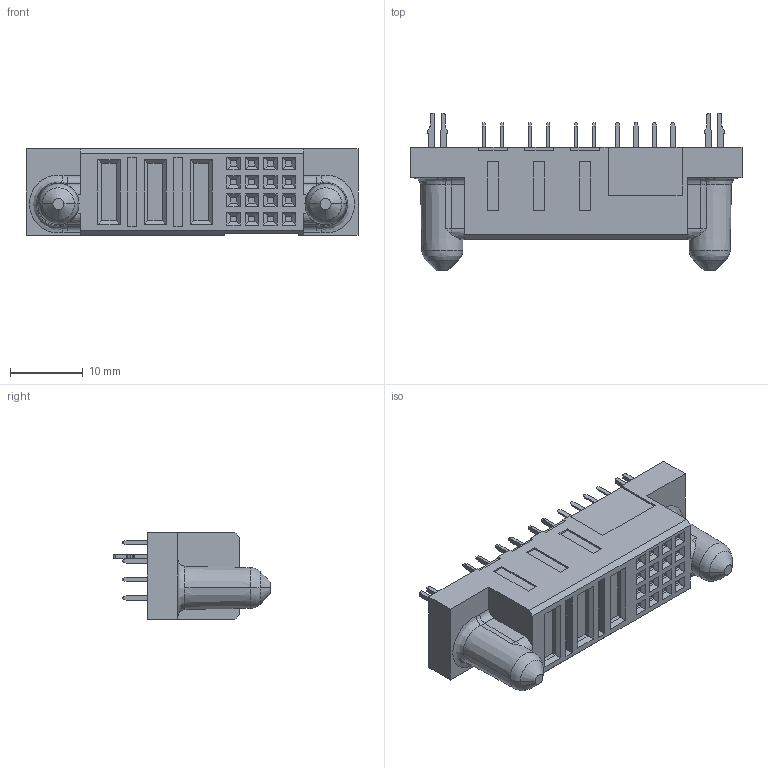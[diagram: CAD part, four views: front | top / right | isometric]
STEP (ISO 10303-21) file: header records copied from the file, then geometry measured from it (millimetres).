
FILE_DESCRIPTION( ('This file contains a STEP AP42 implementation' ,'as created by ZW3D STEP Interface translator.') ,'2;1' );
FILE_NAME( 'P3FSA-03-016W5W5AMA1.stp' ,'23 922.161821', (''), ('ZWCAD Software Co.'), 'Version 1.0', 'ZW3D to STEP translator', '' );
FILE_SCHEMA(('AUTOMOTIVE_DESIGN { 1 0 10303 214 1 1 1 1 }'));
Length unit declared in the file: millimetre
Products named in the file (2): 0; P3FSA-03-016W5W5AMA1
Bounding box: 45.72 x 21.7 x 11.94 mm (x, y, z)
Volume: 5537.1 mm3; surface area: 3651.7 mm2
Topology: 1 solids, 1 shells, 1038 faces, 2733 edges, 1775 vertices
Faces by surface type: plane 918, bspline 88, cone 20, cylinder 12
Entity records: 34890 total; most frequent: CARTESIAN_POINT 8627, ORIENTED_EDGE 5474, DIRECTION 4675, EDGE_CURVE 2733, VECTOR 2405, LINE 2405, VERTEX_POINT 1775, AXIS2_PLACEMENT_3D 1135
